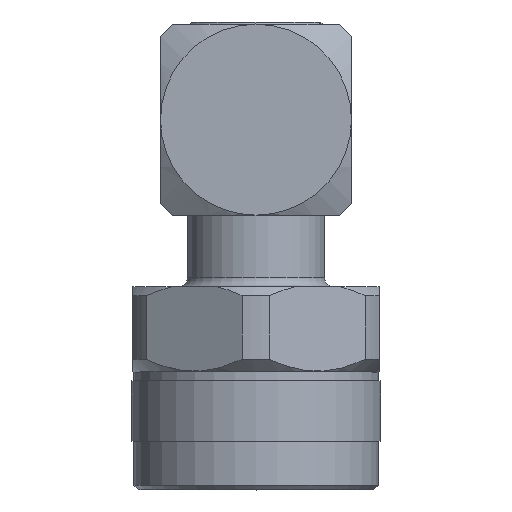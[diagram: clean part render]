
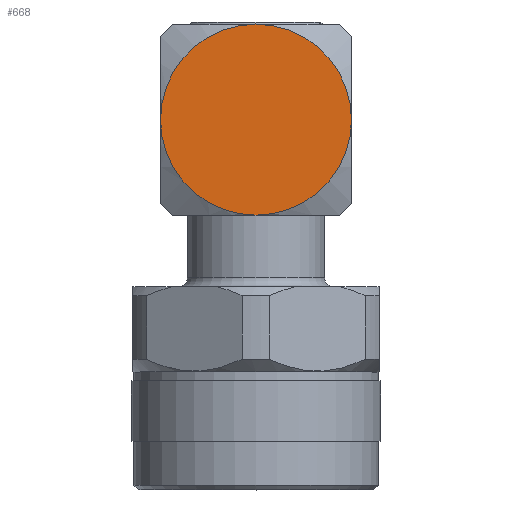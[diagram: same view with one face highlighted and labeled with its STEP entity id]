
A CAD part, top view. The second image highlights one B-rep face of the part: STEP entity #668.
In plain terms, the highlighted face is planar.
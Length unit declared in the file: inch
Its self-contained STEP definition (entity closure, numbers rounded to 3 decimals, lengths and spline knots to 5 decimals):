
#198 = CARTESIAN_POINT ( 'NONE',  ( 0., 0.31496, 0.31496 ) ) ;
#417 = CIRCLE ( 'NONE', #13121, 0.31496 ) ;
#570 = PLANE ( 'NONE',  #12370 ) ;
#668 = ADVANCED_FACE ( 'NONE', ( #5523 ), #570, .F. ) ;
#714 = CARTESIAN_POINT ( 'NONE',  ( 0., 0.31496, 0. ) ) ;
#1342 = EDGE_CURVE ( 'NONE', #7234, #10441, #11392, .T. ) ;
#1677 = DIRECTION ( 'NONE',  ( 0., 0., -1. ) ) ;
#1847 = CARTESIAN_POINT ( 'NONE',  ( -0.31496, 0.31496, 0.31496 ) ) ;
#2252 = EDGE_LOOP ( 'NONE', ( #8235, #14947, #11058, #5490 ) ) ;
#2405 = DIRECTION ( 'NONE',  ( 0., 1., 0. ) ) ;
#3730 = AXIS2_PLACEMENT_3D ( 'NONE', #8466, #2405, #14732 ) ;
#3852 = DIRECTION ( 'NONE',  ( 0., 0., 1. ) ) ;
#4535 = VERTEX_POINT ( 'NONE', #14265 ) ;
#5225 = CARTESIAN_POINT ( 'NONE',  ( 0., 0.31496, 0. ) ) ;
#5444 = DIRECTION ( 'NONE',  ( 0., -1., 0. ) ) ;
#5490 = ORIENTED_EDGE ( 'NONE', *, *, #1342, .T. ) ;
#5523 = FACE_OUTER_BOUND ( 'NONE', #2252, .T. ) ;
#6272 = EDGE_CURVE ( 'NONE', #7975, #7234, #9310, .T. ) ;
#6395 = CARTESIAN_POINT ( 'NONE',  ( 0., 0.31496, 0. ) ) ;
#7234 = VERTEX_POINT ( 'NONE', #198 ) ;
#7632 = AXIS2_PLACEMENT_3D ( 'NONE', #714, #10509, #15344 ) ;
#7749 = EDGE_CURVE ( 'NONE', #4535, #7975, #417, .T. ) ;
#7975 = VERTEX_POINT ( 'NONE', #11945 ) ;
#8235 = ORIENTED_EDGE ( 'NONE', *, *, #14227, .T. ) ;
#8466 = CARTESIAN_POINT ( 'NONE',  ( 0., 0.31496, 0. ) ) ;
#9310 = CIRCLE ( 'NONE', #3730, 0.31496 ) ;
#9920 = DIRECTION ( 'NONE',  ( 0., 1., 0. ) ) ;
#10441 = VERTEX_POINT ( 'NONE', #13970 ) ;
#10509 = DIRECTION ( 'NONE',  ( 0., 1., 0. ) ) ;
#11058 = ORIENTED_EDGE ( 'NONE', *, *, #6272, .T. ) ;
#11392 = CIRCLE ( 'NONE', #13423, 0.31496 ) ;
#11945 = CARTESIAN_POINT ( 'NONE',  ( -0.31496, 0.31496, 0. ) ) ;
#12370 = AXIS2_PLACEMENT_3D ( 'NONE', #1847, #5444, #1677 ) ;
#13121 = AXIS2_PLACEMENT_3D ( 'NONE', #6395, #13543, #3852 ) ;
#13423 = AXIS2_PLACEMENT_3D ( 'NONE', #5225, #9920, #14764 ) ;
#13543 = DIRECTION ( 'NONE',  ( 0., 1., 0. ) ) ;
#13970 = CARTESIAN_POINT ( 'NONE',  ( 0.31496, 0.31496, 0. ) ) ;
#14227 = EDGE_CURVE ( 'NONE', #10441, #4535, #14490, .T. ) ;
#14265 = CARTESIAN_POINT ( 'NONE',  ( 0., 0.31496, -0.31496 ) ) ;
#14490 = CIRCLE ( 'NONE', #7632, 0.31496 ) ;
#14732 = DIRECTION ( 'NONE',  ( 0., 0., 1. ) ) ;
#14764 = DIRECTION ( 'NONE',  ( 0., 0., 1. ) ) ;
#14947 = ORIENTED_EDGE ( 'NONE', *, *, #7749, .T. ) ;
#15344 = DIRECTION ( 'NONE',  ( 0., 0., 1. ) ) ;
